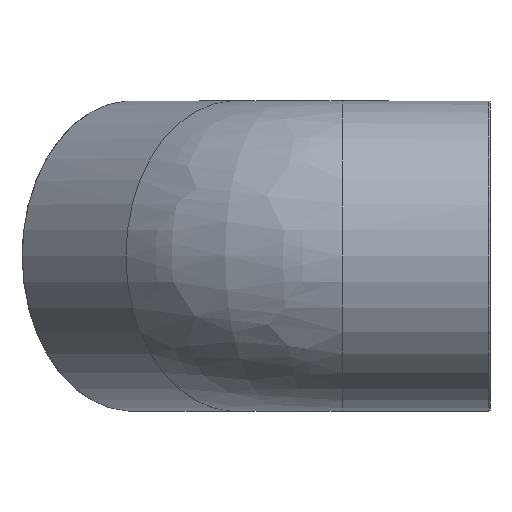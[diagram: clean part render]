
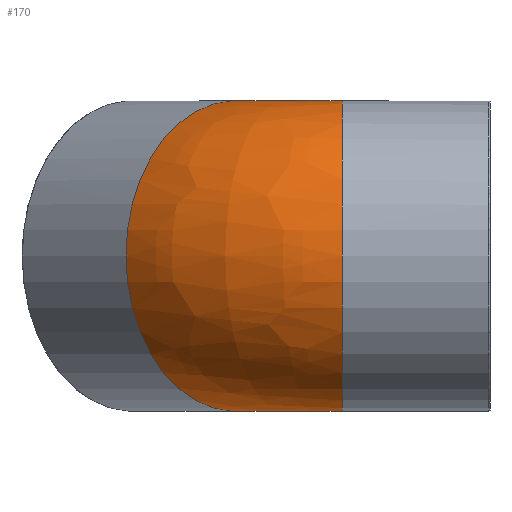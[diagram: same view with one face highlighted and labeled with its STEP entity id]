
A CAD part, left-side view. The second image highlights one B-rep face of the part: STEP entity #170.
In plain terms, the highlighted free-form (B-spline) face has degree [2, 2] with [9, 3] control points.
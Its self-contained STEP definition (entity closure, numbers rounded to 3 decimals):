
#15=(
BOUNDED_SURFACE()
B_SPLINE_SURFACE(2,2,((#302,#303,#304),(#305,#306,#307),(#308,#309,#310),
(#311,#312,#313),(#314,#315,#316),(#317,#318,#319),(#320,#321,#322),(#323,
#324,#325),(#326,#327,#328)),.UNSPECIFIED.,.F.,.F.,.F.)
B_SPLINE_SURFACE_WITH_KNOTS((3,2,2,2,3),(3,3),(-2.909,-1.455,
0.,1.455,2.909),(0.,0.785),
 .UNSPECIFIED.)
GEOMETRIC_REPRESENTATION_ITEM()
RATIONAL_B_SPLINE_SURFACE(((1.,0.924,1.),(0.747,
0.69,0.747),(1.,0.924,1.),(0.747,
0.69,0.747),(1.,0.924,1.),(0.747,
0.69,0.747),(1.,0.924,1.),(0.747,
0.69,0.747),(1.,0.924,1.)))
REPRESENTATION_ITEM('')
SURFACE()
);
#51=FACE_OUTER_BOUND('',#78,.T.);
#78=EDGE_LOOP('',(#150,#151));
#84=CIRCLE('',#183,72.5);
#90=CIRCLE('',#195,72.5);
#98=VERTEX_POINT('',#275);
#99=VERTEX_POINT('',#276);
#112=EDGE_CURVE('',#98,#99,#84,.T.);
#119=EDGE_CURVE('',#98,#99,#90,.T.);
#150=ORIENTED_EDGE('',*,*,#112,.T.);
#151=ORIENTED_EDGE('',*,*,#119,.F.);
#170=ADVANCED_FACE('',(#51),#15,.F.);
#183=AXIS2_PLACEMENT_3D('',#277,#223,#224);
#195=AXIS2_PLACEMENT_3D('',#294,#247,#248);
#223=DIRECTION('center_axis',(0.,1.,0.));
#224=DIRECTION('ref_axis',(1.,0.,0.));
#247=DIRECTION('center_axis',(0.707,0.707,0.));
#248=DIRECTION('ref_axis',(0.707,-0.707,0.));
#275=CARTESIAN_POINT('',(70.554,69.,-16.683));
#276=CARTESIAN_POINT('',(70.554,69.,16.683));
#277=CARTESIAN_POINT('Origin',(0.,69.,0.));
#294=CARTESIAN_POINT('Origin',(20.665,118.889,0.));
#302=CARTESIAN_POINT('Ctrl Pts',(70.554,69.,16.683));
#303=CARTESIAN_POINT('Ctrl Pts',(70.554,69.,16.683));
#304=CARTESIAN_POINT('Ctrl Pts',(70.554,69.,16.683));
#305=CARTESIAN_POINT('Ctrl Pts',(55.704,69.,79.488));
#306=CARTESIAN_POINT('Ctrl Pts',(55.704,75.151,79.488));
#307=CARTESIAN_POINT('Ctrl Pts',(60.053,79.501,79.488));
#308=CARTESIAN_POINT('Ctrl Pts',(-8.398,69.,72.012));
#309=CARTESIAN_POINT('Ctrl Pts',(-8.398,101.703,72.012));
#310=CARTESIAN_POINT('Ctrl Pts',(14.727,124.828,72.012));
#311=CARTESIAN_POINT('Ctrl Pts',(-72.5,69.,64.536));
#312=CARTESIAN_POINT('Ctrl Pts',(-72.5,128.255,64.536));
#313=CARTESIAN_POINT('Ctrl Pts',(-30.6,170.155,64.536));
#314=CARTESIAN_POINT('Ctrl Pts',(-72.5,69.,0.));
#315=CARTESIAN_POINT('Ctrl Pts',(-72.5,128.255,0.));
#316=CARTESIAN_POINT('Ctrl Pts',(-30.6,170.155,0.));
#317=CARTESIAN_POINT('Ctrl Pts',(-72.5,69.,-64.536));
#318=CARTESIAN_POINT('Ctrl Pts',(-72.5,128.255,-64.536));
#319=CARTESIAN_POINT('Ctrl Pts',(-30.6,170.155,-64.536));
#320=CARTESIAN_POINT('Ctrl Pts',(-8.398,69.,-72.012));
#321=CARTESIAN_POINT('Ctrl Pts',(-8.398,101.703,-72.012));
#322=CARTESIAN_POINT('Ctrl Pts',(14.727,124.828,-72.012));
#323=CARTESIAN_POINT('Ctrl Pts',(55.704,69.,-79.488));
#324=CARTESIAN_POINT('Ctrl Pts',(55.704,75.151,-79.488));
#325=CARTESIAN_POINT('Ctrl Pts',(60.053,79.501,-79.488));
#326=CARTESIAN_POINT('Ctrl Pts',(70.554,69.,-16.683));
#327=CARTESIAN_POINT('Ctrl Pts',(70.554,69.,-16.683));
#328=CARTESIAN_POINT('Ctrl Pts',(70.554,69.,-16.683));
